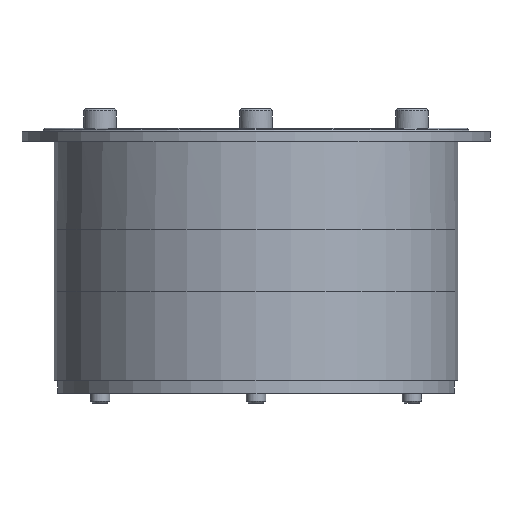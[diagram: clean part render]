
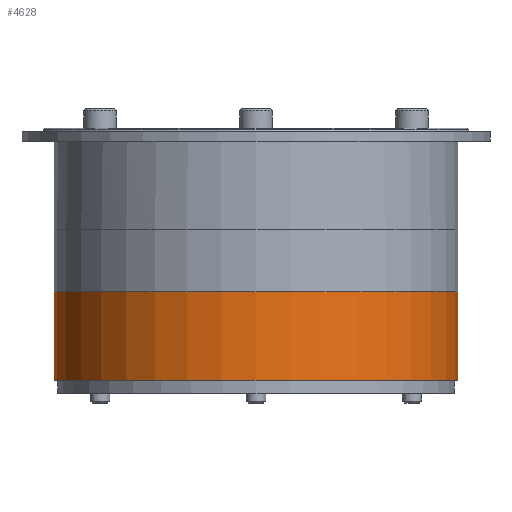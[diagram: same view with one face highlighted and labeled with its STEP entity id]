
A CAD part, front view. The second image highlights one B-rep face of the part: STEP entity #4628.
In plain terms, the highlighted cylindrical face has radius 62.4 mm (diameter 124.8 mm), a partial arc.
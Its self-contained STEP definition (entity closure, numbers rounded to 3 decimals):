
#230=LINE('',#7135,#488);
#231=LINE('',#7136,#489);
#488=VECTOR('',#5667,10.);
#489=VECTOR('',#5668,10.);
#731=CYLINDRICAL_SURFACE('',#4963,62.4);
#797=FACE_OUTER_BOUND('',#1081,.T.);
#1081=EDGE_LOOP('',(#2918,#2919,#2920,#2921));
#1354=CIRCLE('',#4914,62.4);
#1382=CIRCLE('',#4962,62.4);
#1704=VERTEX_POINT('',#7023);
#1705=VERTEX_POINT('',#7024);
#1740=VERTEX_POINT('',#7129);
#1741=VERTEX_POINT('',#7131);
#2132=EDGE_CURVE('',#1704,#1705,#1354,.T.);
#2184=EDGE_CURVE('',#1741,#1740,#1382,.T.);
#2185=EDGE_CURVE('',#1740,#1705,#230,.T.);
#2186=EDGE_CURVE('',#1704,#1741,#231,.T.);
#2918=ORIENTED_EDGE('',*,*,#2132,.T.);
#2919=ORIENTED_EDGE('',*,*,#2185,.F.);
#2920=ORIENTED_EDGE('',*,*,#2184,.F.);
#2921=ORIENTED_EDGE('',*,*,#2186,.F.);
#4628=ADVANCED_FACE('',(#797),#731,.T.);
#4914=AXIS2_PLACEMENT_3D('',#7025,#5543,#5544);
#4962=AXIS2_PLACEMENT_3D('',#7133,#5663,#5664);
#4963=AXIS2_PLACEMENT_3D('',#7134,#5665,#5666);
#5543=DIRECTION('center_axis',(0.,0.,
-1.));
#5544=DIRECTION('ref_axis',(-1.,0.,0.));
#5663=DIRECTION('center_axis',(0.,0.,
-1.));
#5664=DIRECTION('ref_axis',(-1.,0.,0.));
#5665=DIRECTION('center_axis',(0.,0.,
1.));
#5666=DIRECTION('ref_axis',(-1.,0.,0.));
#5667=DIRECTION('',(0.,0.,1.));
#5668=DIRECTION('',(0.,0.,-1.));
#7023=CARTESIAN_POINT('',(62.4,0.,-46.55));
#7024=CARTESIAN_POINT('',(-62.4,0.,-46.55));
#7025=CARTESIAN_POINT('Origin',(0.,0.,
-46.55));
#7129=CARTESIAN_POINT('',(-62.4,0.,-74.));
#7131=CARTESIAN_POINT('',(62.4,0.,-74.));
#7133=CARTESIAN_POINT('Origin',(0.,0.,
-74.));
#7134=CARTESIAN_POINT('Origin',(0.,0.,-37.));
#7135=CARTESIAN_POINT('',(-62.4,0.,-37.));
#7136=CARTESIAN_POINT('',(62.4,0.,-37.));
